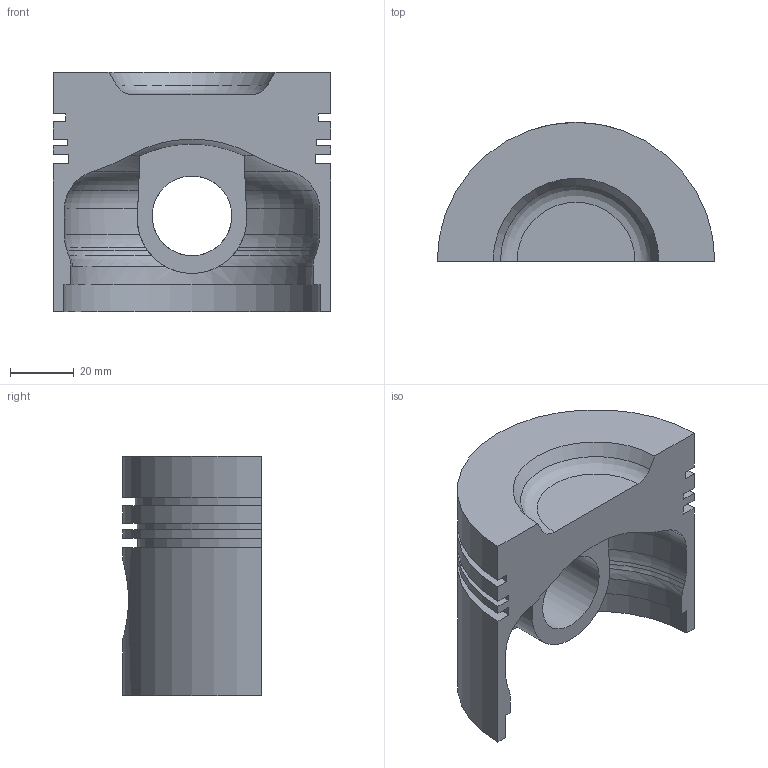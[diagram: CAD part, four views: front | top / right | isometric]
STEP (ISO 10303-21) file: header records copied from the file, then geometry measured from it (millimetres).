
FILE_DESCRIPTION(/* description */ ('STEP AP203 File'),/* implementation_level */ '2;1');
FILE_NAME(/* name */ 'piston',/* time_stamp */ '1999-02-11T15:52:21-05:00',/* author */ ('Name'),/* organization */ ('STEP Tools, Inc.'),/* preprocessor_version */ 'ST-DEVELOPER 1.6',/* originating_system */ 'ST-ACIS',/* authorisation */ 'Name');
FILE_SCHEMA (('CONFIG_CONTROL_DESIGN'));
Length unit declared in the file: millimetre
Products named in the file (1): 1
Bounding box: 87 x 43.5 x 75 mm (x, y, z)
Volume: 113091.5 mm3; surface area: 30377 mm2
Topology: 1 solids, 1 shells, 46 faces, 134 edges, 89 vertices
Faces by surface type: plane 16, cylinder 13, torus 12, cone 5
Full cylindrical faces by diameter (mm): 25 x1
Entity records: 1807 total; most frequent: CARTESIAN_POINT 494, ORIENTED_EDGE 264, DIRECTION 196, EDGE_CURVE 132, INTERSECTION_CURVE 132, VERTEX_POINT 89, AXIS2_PLACEMENT_3D 83, LINE 53
